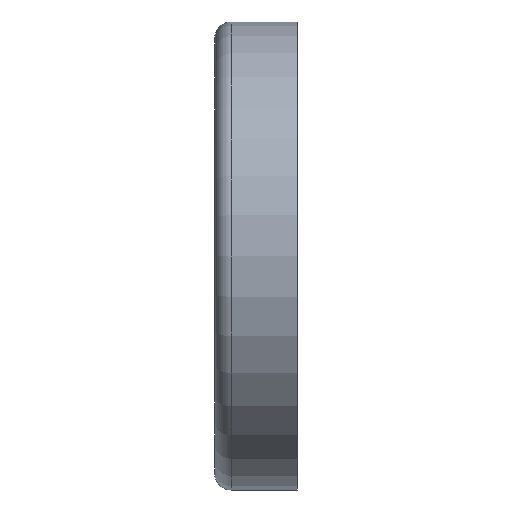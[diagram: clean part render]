
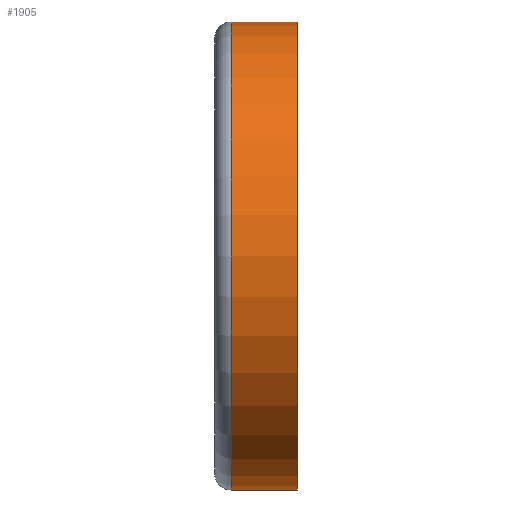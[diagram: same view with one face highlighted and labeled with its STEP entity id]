
A CAD part, left-side view. The second image highlights one B-rep face of the part: STEP entity #1905.
In plain terms, the highlighted cylindrical face has radius 42.5 mm (diameter 85 mm), a partial arc.
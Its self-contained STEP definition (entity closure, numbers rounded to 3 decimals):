
#280 = DIRECTION ( 'NONE',  ( 0., -1., 0. ) ) ;
#677 = ORIENTED_EDGE ( 'NONE', *, *, #4537, .T. ) ;
#1051 = CYLINDRICAL_SURFACE ( 'NONE', #14405, 42.5 ) ;
#1742 = AXIS2_PLACEMENT_3D ( 'NONE', #11730, #7734, #3954 ) ;
#1791 = EDGE_CURVE ( 'NONE', #8004, #8748, #5359, .T. ) ;
#1905 = ADVANCED_FACE ( 'NONE', ( #6588 ), #1051, .T. ) ;
#3448 = EDGE_LOOP ( 'NONE', ( #8187, #16221, #677, #8723 ) ) ;
#3848 = VECTOR ( 'NONE', #9137, 1000. ) ;
#3880 = CARTESIAN_POINT ( 'NONE',  ( 0., 0., -42.5 ) ) ;
#3954 = DIRECTION ( 'NONE',  ( 0., 0., -1. ) ) ;
#4537 = EDGE_CURVE ( 'NONE', #8748, #5154, #12956, .T. ) ;
#5154 = VERTEX_POINT ( 'NONE', #12691 ) ;
#5359 = CIRCLE ( 'NONE', #1742, 42.5 ) ;
#5539 = EDGE_CURVE ( 'NONE', #8004, #14098, #15809, .T. ) ;
#6340 = CARTESIAN_POINT ( 'NONE',  ( 0., 12., 42.5 ) ) ;
#6588 = FACE_OUTER_BOUND ( 'NONE', #3448, .T. ) ;
#6603 = DIRECTION ( 'NONE',  ( 0., 0., -1. ) ) ;
#6733 = DIRECTION ( 'NONE',  ( 0., -1., 0. ) ) ;
#7734 = DIRECTION ( 'NONE',  ( 0., -1., 0. ) ) ;
#8004 = VERTEX_POINT ( 'NONE', #6340 ) ;
#8187 = ORIENTED_EDGE ( 'NONE', *, *, #5539, .F. ) ;
#8723 = ORIENTED_EDGE ( 'NONE', *, *, #13567, .F. ) ;
#8748 = VERTEX_POINT ( 'NONE', #15201 ) ;
#9137 = DIRECTION ( 'NONE',  ( 0., -1., 0. ) ) ;
#9152 = AXIS2_PLACEMENT_3D ( 'NONE', #14440, #15814, #6603 ) ;
#11730 = CARTESIAN_POINT ( 'NONE',  ( 0., 12., 0. ) ) ;
#12187 = CIRCLE ( 'NONE', #9152, 42.5 ) ;
#12691 = CARTESIAN_POINT ( 'NONE',  ( 0., 0., -42.5 ) ) ;
#12956 = LINE ( 'NONE', #3880, #17059 ) ;
#13567 = EDGE_CURVE ( 'NONE', #14098, #5154, #12187, .T. ) ;
#14098 = VERTEX_POINT ( 'NONE', #14105 ) ;
#14105 = CARTESIAN_POINT ( 'NONE',  ( 0., 0., 42.5 ) ) ;
#14405 = AXIS2_PLACEMENT_3D ( 'NONE', #14788, #6733, #14682 ) ;
#14440 = CARTESIAN_POINT ( 'NONE',  ( 0., 0., 0. ) ) ;
#14682 = DIRECTION ( 'NONE',  ( 0., 0., -1. ) ) ;
#14788 = CARTESIAN_POINT ( 'NONE',  ( 0., 0., 0. ) ) ;
#15201 = CARTESIAN_POINT ( 'NONE',  ( 0., 12., -42.5 ) ) ;
#15809 = LINE ( 'NONE', #16967, #3848 ) ;
#15814 = DIRECTION ( 'NONE',  ( 0., -1., 0. ) ) ;
#16221 = ORIENTED_EDGE ( 'NONE', *, *, #1791, .T. ) ;
#16967 = CARTESIAN_POINT ( 'NONE',  ( 0., 0., 42.5 ) ) ;
#17059 = VECTOR ( 'NONE', #280, 1000. ) ;
